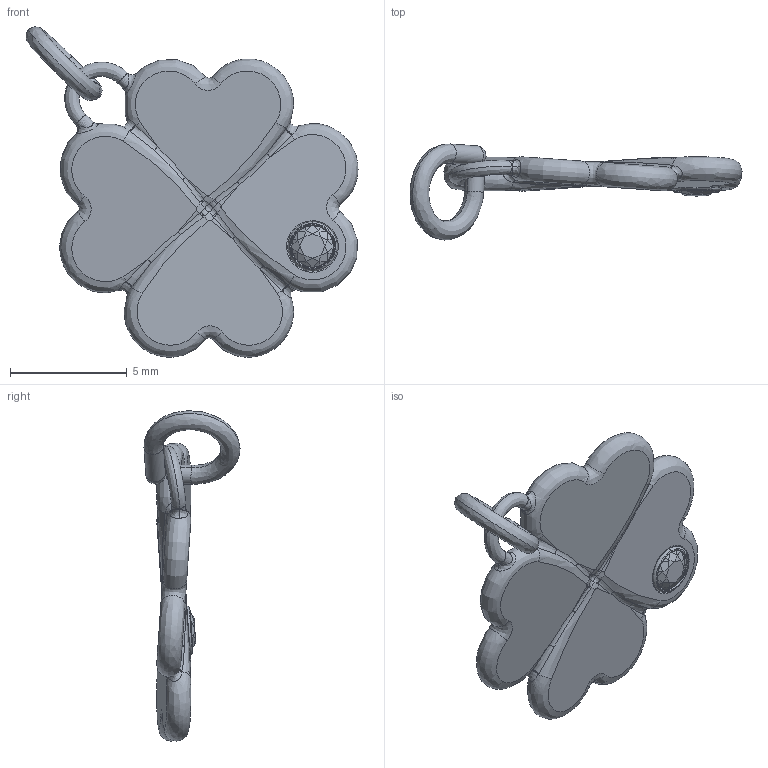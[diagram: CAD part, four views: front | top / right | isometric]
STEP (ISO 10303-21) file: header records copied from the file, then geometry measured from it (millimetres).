
FILE_DESCRIPTION(('FreeCAD Model'),'2;1');
FILE_NAME('Open CASCADE Shape Model','2025-05-04T03:16:30',('FreeCAD'),( 'FreeCAD'),'Open CASCADE STEP processor 7.6','FreeCAD','Unknown');
FILE_SCHEMA(('AUTOMOTIVE_DESIGN { 1 0 10303 214 1 1 1 1 }'));
Length unit declared in the file: millimetre
Products named in the file (1): Open CASCADE STEP translator 7.6 1
Bounding box: 14.2 x 4.11 x 14.14 mm (x, y, z)
Volume: 126.6 mm3; surface area: 329.8 mm2
Topology: 4 solids, 4 shells, 229 faces, 490 edges, 265 vertices
Faces by surface type: bspline 229
Entity records: 10312 total; most frequent: CARTESIAN_POINT 7521, ORIENTED_EDGE 972, EDGE_CURVE 486, B_SPLINE_CURVE_WITH_KNOTS 267, VERTEX_POINT 265, FACE_BOUND 233, EDGE_LOOP 233, ADVANCED_FACE 229
